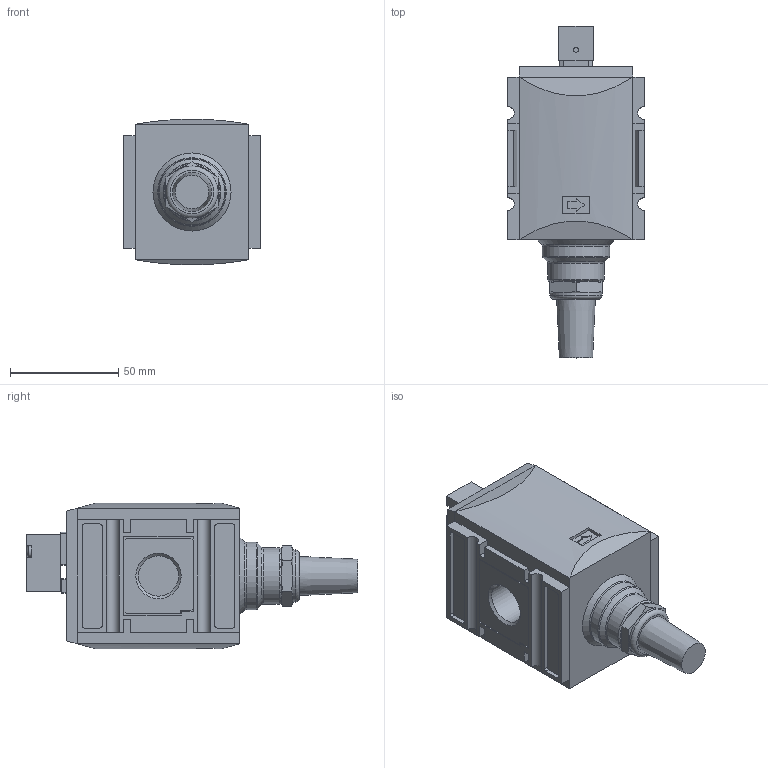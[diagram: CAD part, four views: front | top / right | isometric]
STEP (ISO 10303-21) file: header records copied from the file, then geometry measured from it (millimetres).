
FILE_DESCRIPTION(/* description */ ('STEP AP214'),/* implementation_level */ '2;1');
FILE_NAME(/* name */ '031187',/* time_stamp */ '2023-03-24T12:14:21+01:00',/* author */ ('License CC BY-ND 4.0'),/* organization */ ('CADENAS'),/* preprocessor_version */ 'ST-DEVELOPER v19.3',/* originating_system */ 'PARTsolutions',/* authorisation */ ' ');
FILE_SCHEMA (('AUTOMOTIVE_DESIGN {1 0 10303 214 3 1 1}'));
Length unit declared in the file: millimetre
Products named in the file (4): 031187; 567-4/M_2_G1/2; pneumatisch betaetigt; FU 964G 1/2000-1
Assembly tree (3 placements, depth 2):
  031187
    567-4/M_2_G1/2
    pneumatisch betaetigt
    FU 964G 1/2000-1
Bounding box: 63 x 153.1 x 67.1 mm (x, y, z)
Volume: 325989 mm3; surface area: 44118 mm2
Topology: 3 solids, 3 shells, 364 faces, 918 edges, 600 vertices
Faces by surface type: plane 207, cylinder 116, cone 32, torus 9
Full cylindrical faces by diameter (mm): 2 x2, 2.2 x4, 2.459 x2, 3 x2, 3.2 x2, 5.3 x2, 8.566 x1, 18 x1, 18.631 x3, 20.955 x1, 24 x1, 26 x1, 31 x1, 42 x1, 42.2 x1
Entity records: 13037 total; most frequent: CARTESIAN_POINT 1904, DIRECTION 1850, ORIENTED_EDGE 1714, EDGE_CURVE 857, AXIS2_PLACEMENT_3D 653, VERTEX_POINT 587, LINE 544, VECTOR 544
